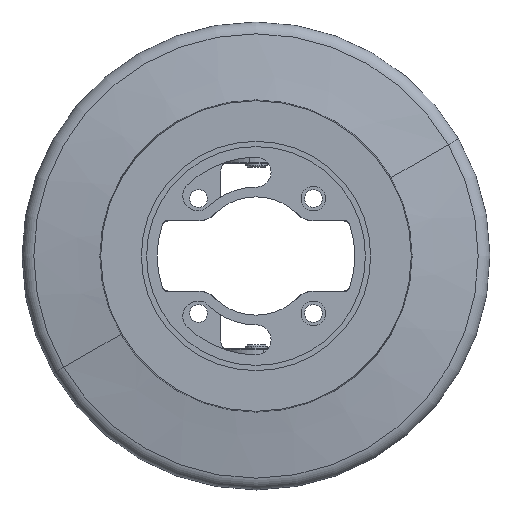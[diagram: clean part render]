
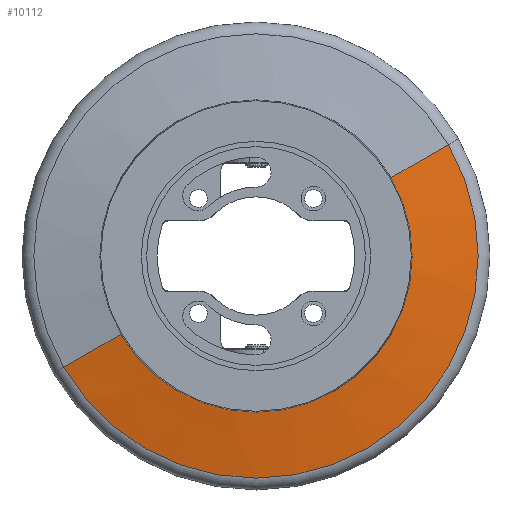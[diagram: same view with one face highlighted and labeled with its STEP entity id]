
A CAD part, front view. The second image highlights one B-rep face of the part: STEP entity #10112.
In plain terms, the highlighted conical face has half-angle 80.74 degrees and reference radius 62.944 mm.
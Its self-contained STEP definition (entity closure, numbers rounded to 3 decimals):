
#49 = EDGE_CURVE ( 'NONE', #2432, #8119, #9045, .T. ) ;
#143 = DIRECTION ( 'NONE',  ( 0., -1., 0. ) ) ;
#156 = CARTESIAN_POINT ( 'NONE',  ( 0., 3.952, 62.944 ) ) ;
#714 = ORIENTED_EDGE ( 'NONE', *, *, #8962, .F. ) ;
#1961 = ORIENTED_EDGE ( 'NONE', *, *, #49, .T. ) ;
#2340 = VERTEX_POINT ( 'NONE', #6543 ) ;
#2432 = VERTEX_POINT ( 'NONE', #8864 ) ;
#2631 = AXIS2_PLACEMENT_3D ( 'NONE', #3292, #6511, #11924 ) ;
#2640 = CARTESIAN_POINT ( 'NONE',  ( 0., 3.952, 0. ) ) ;
#3151 = CONICAL_SURFACE ( 'NONE', #2631, 62.944, 1.409 ) ;
#3292 = CARTESIAN_POINT ( 'NONE',  ( 0., 3.952, 0. ) ) ;
#3641 = LINE ( 'NONE', #156, #4318 ) ;
#3717 = DIRECTION ( 'NONE',  ( 0., 0., -1. ) ) ;
#4318 = VECTOR ( 'NONE', #11009, 1000. ) ;
#4572 = CARTESIAN_POINT ( 'NONE',  ( 0., 0.033, 38.902 ) ) ;
#5254 = EDGE_CURVE ( 'NONE', #8554, #2340, #3641, .T. ) ;
#5435 = DIRECTION ( 'NONE',  ( 0., 0.161, -0.987 ) ) ;
#6511 = DIRECTION ( 'NONE',  ( 0., 1., 0. ) ) ;
#6543 = CARTESIAN_POINT ( 'NONE',  ( 0., 3.952, 62.944 ) ) ;
#6666 = CARTESIAN_POINT ( 'NONE',  ( 0., 0.033, 0. ) ) ;
#6708 = FACE_OUTER_BOUND ( 'NONE', #7446, .T. ) ;
#7446 = EDGE_LOOP ( 'NONE', ( #714, #1961, #11370, #11663 ) ) ;
#7759 = DIRECTION ( 'NONE',  ( 0., 0., -1. ) ) ;
#8119 = VERTEX_POINT ( 'NONE', #11387 ) ;
#8554 = VERTEX_POINT ( 'NONE', #4572 ) ;
#8723 = VECTOR ( 'NONE', #5435, 1000. ) ;
#8864 = CARTESIAN_POINT ( 'NONE',  ( 0., 0.033, -38.902 ) ) ;
#8962 = EDGE_CURVE ( 'NONE', #2432, #8554, #12673, .T. ) ;
#9045 = LINE ( 'NONE', #12999, #8723 ) ;
#9702 = EDGE_CURVE ( 'NONE', #8119, #2340, #10799, .T. ) ;
#10112 = ADVANCED_FACE ( 'NONE', ( #6708 ), #3151, .T. ) ;
#10228 = DIRECTION ( 'NONE',  ( 0., -1., 0. ) ) ;
#10799 = CIRCLE ( 'NONE', #11897, 62.944 ) ;
#11009 = DIRECTION ( 'NONE',  ( 0., 0.161, 0.987 ) ) ;
#11370 = ORIENTED_EDGE ( 'NONE', *, *, #9702, .T. ) ;
#11387 = CARTESIAN_POINT ( 'NONE',  ( 0., 3.952, -62.944 ) ) ;
#11663 = ORIENTED_EDGE ( 'NONE', *, *, #5254, .F. ) ;
#11897 = AXIS2_PLACEMENT_3D ( 'NONE', #2640, #10228, #3717 ) ;
#11924 = DIRECTION ( 'NONE',  ( 0., 0., 1. ) ) ;
#12673 = CIRCLE ( 'NONE', #13706, 38.902 ) ;
#12999 = CARTESIAN_POINT ( 'NONE',  ( 0., 3.952, -62.944 ) ) ;
#13706 = AXIS2_PLACEMENT_3D ( 'NONE', #6666, #143, #7759 ) ;
